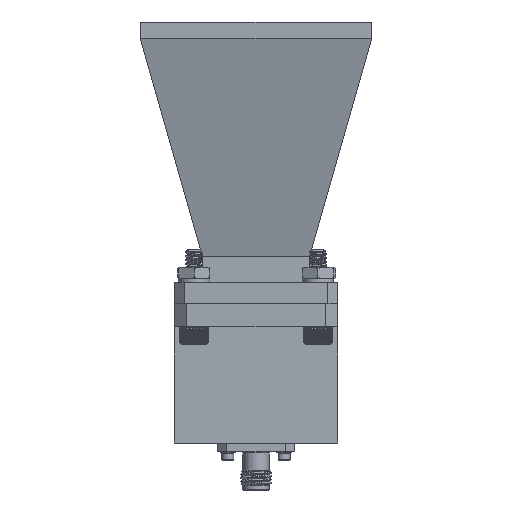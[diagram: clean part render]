
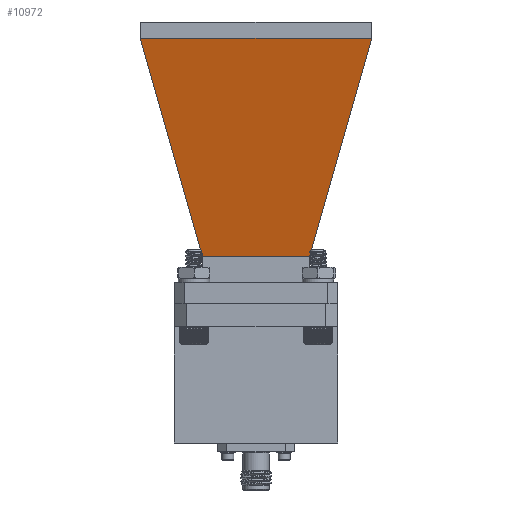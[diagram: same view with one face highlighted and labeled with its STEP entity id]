
A CAD part, front view. The second image highlights one B-rep face of the part: STEP entity #10972.
In plain terms, the highlighted face is planar.
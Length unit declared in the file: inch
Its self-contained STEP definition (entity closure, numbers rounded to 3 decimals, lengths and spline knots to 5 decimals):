
#407 = CARTESIAN_POINT ( 'NONE',  ( -0.69646, 0.92625, 3.70418 ) ) ;
#429 = DIRECTION ( 'NONE',  ( 0.226, -0.267, -0.937 ) ) ;
#486 = CARTESIAN_POINT ( 'NONE',  ( -0.27361, -0.4298, 1.95443 ) ) ;
#545 = VECTOR ( 'NONE', #9679, 39.37008 ) ;
#964 = DIRECTION ( 'NONE',  ( -0.226, -0.267, 0.937 ) ) ;
#1355 = EDGE_CURVE ( 'NONE', #17624, #2461, #3727, .T. ) ;
#1866 = EDGE_CURVE ( 'NONE', #7986, #4972, #6961, .T. ) ;
#1878 = CARTESIAN_POINT ( 'NONE',  ( -0.69458, 0.92625, 3.69636 ) ) ;
#2323 = CARTESIAN_POINT ( 'NONE',  ( -0.27361, 0.4298, 1.95443 ) ) ;
#2461 = VERTEX_POINT ( 'NONE', #1878 ) ;
#3727 = LINE ( 'NONE', #15254, #545 ) ;
#3822 = DIRECTION ( 'NONE',  ( -0.972, 0., -0.235 ) ) ;
#4168 = DIRECTION ( 'NONE',  ( -0.235, 0., 0.972 ) ) ;
#4972 = VERTEX_POINT ( 'NONE', #6823 ) ;
#5046 = LINE ( 'NONE', #10371, #14214 ) ;
#5127 = VECTOR ( 'NONE', #11928, 39.37008 ) ;
#5230 = VERTEX_POINT ( 'NONE', #486 ) ;
#5492 = EDGE_CURVE ( 'NONE', #4972, #17624, #15250, .T. ) ;
#6008 = EDGE_LOOP ( 'NONE', ( #9940, #6533, #15937, #9141, #12441, #8253 ) ) ;
#6340 = CARTESIAN_POINT ( 'NONE',  ( -0.49578, 0., 2.87376 ) ) ;
#6533 = ORIENTED_EDGE ( 'NONE', *, *, #1866, .T. ) ;
#6823 = CARTESIAN_POINT ( 'NONE',  ( -0.69646, -0.92625, 3.70418 ) ) ;
#6961 = LINE ( 'NONE', #7236, #10051 ) ;
#7236 = CARTESIAN_POINT ( 'NONE',  ( -0.69458, -0.92625, 3.69636 ) ) ;
#7828 = LINE ( 'NONE', #16189, #5127 ) ;
#7986 = VERTEX_POINT ( 'NONE', #10137 ) ;
#8253 = ORIENTED_EDGE ( 'NONE', *, *, #18203, .T. ) ;
#8948 = EDGE_CURVE ( 'NONE', #5230, #7986, #16573, .T. ) ;
#9141 = ORIENTED_EDGE ( 'NONE', *, *, #1355, .T. ) ;
#9516 = VERTEX_POINT ( 'NONE', #2323 ) ;
#9679 = DIRECTION ( 'NONE',  ( 0.235, 0., -0.972 ) ) ;
#9940 = ORIENTED_EDGE ( 'NONE', *, *, #8948, .T. ) ;
#10051 = VECTOR ( 'NONE', #4168, 39.37008 ) ;
#10137 = CARTESIAN_POINT ( 'NONE',  ( -0.69458, -0.92625, 3.69636 ) ) ;
#10335 = AXIS2_PLACEMENT_3D ( 'NONE', #6340, #3822, #13495 ) ;
#10371 = CARTESIAN_POINT ( 'NONE',  ( -0.69458, 0.92625, 3.69636 ) ) ;
#10901 = FACE_OUTER_BOUND ( 'NONE', #6008, .T. ) ;
#10972 = ADVANCED_FACE ( 'NONE', ( #10901 ), #12285, .T. ) ;
#11829 = EDGE_CURVE ( 'NONE', #2461, #9516, #5046, .T. ) ;
#11928 = DIRECTION ( 'NONE',  ( 0., -1., 0. ) ) ;
#12111 = CARTESIAN_POINT ( 'NONE',  ( -0.27361, -0.4298, 1.95443 ) ) ;
#12285 = PLANE ( 'NONE',  #10335 ) ;
#12378 = VECTOR ( 'NONE', #964, 39.37008 ) ;
#12441 = ORIENTED_EDGE ( 'NONE', *, *, #11829, .T. ) ;
#12522 = VECTOR ( 'NONE', #12556, 39.37008 ) ;
#12556 = DIRECTION ( 'NONE',  ( 0., 1., 0. ) ) ;
#13495 = DIRECTION ( 'NONE',  ( -0.235, 0., 0.972 ) ) ;
#14214 = VECTOR ( 'NONE', #429, 39.37008 ) ;
#15250 = LINE ( 'NONE', #16915, #12522 ) ;
#15254 = CARTESIAN_POINT ( 'NONE',  ( -0.69646, 0.92625, 3.70418 ) ) ;
#15937 = ORIENTED_EDGE ( 'NONE', *, *, #5492, .T. ) ;
#16189 = CARTESIAN_POINT ( 'NONE',  ( -0.27361, 0., 1.95443 ) ) ;
#16573 = LINE ( 'NONE', #12111, #12378 ) ;
#16915 = CARTESIAN_POINT ( 'NONE',  ( -0.69646, 0., 3.70418 ) ) ;
#17624 = VERTEX_POINT ( 'NONE', #407 ) ;
#18203 = EDGE_CURVE ( 'NONE', #9516, #5230, #7828, .T. ) ;
